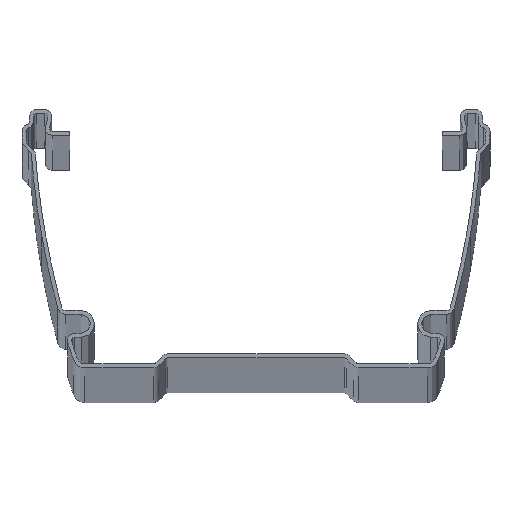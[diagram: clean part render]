
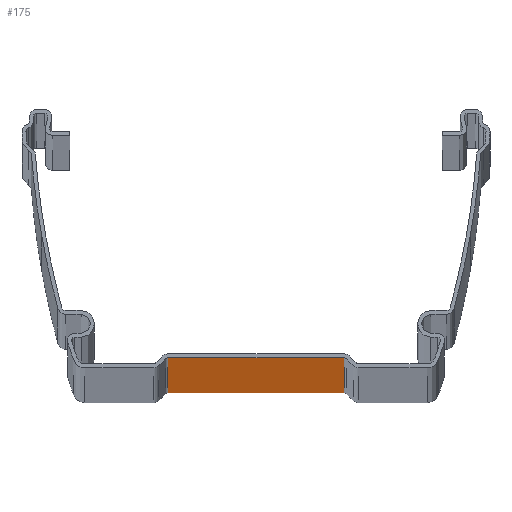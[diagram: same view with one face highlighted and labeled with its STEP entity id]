
A CAD part, top view. The second image highlights one B-rep face of the part: STEP entity #175.
In plain terms, the highlighted face is planar.
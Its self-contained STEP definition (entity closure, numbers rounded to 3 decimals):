
#5 = CARTESIAN_POINT ( 'NONE',  ( 13.197, 1500., -1.5 ) ) ;
#18 = LINE ( 'NONE', #627, #1818 ) ;
#83 = AXIS2_PLACEMENT_3D ( 'NONE', #3807, #3502, #2347 ) ;
#127 = LINE ( 'NONE', #1314, #348 ) ;
#173 = CARTESIAN_POINT ( 'NONE',  ( 13.197, -1500., -1.5 ) ) ;
#175 = ADVANCED_FACE ( 'NONE', ( #2943 ), #253, .F. ) ;
#253 = PLANE ( 'NONE',  #83 ) ;
#348 = VECTOR ( 'NONE', #2532, 1000. ) ;
#575 = CARTESIAN_POINT ( 'NONE',  ( -13.197, 1500., -1.5 ) ) ;
#597 = CARTESIAN_POINT ( 'NONE',  ( -13.197, -1500., -1.5 ) ) ;
#627 = CARTESIAN_POINT ( 'NONE',  ( -13.197, -1500., -1.5 ) ) ;
#735 = EDGE_CURVE ( 'NONE', #1332, #794, #18, .T. ) ;
#794 = VERTEX_POINT ( 'NONE', #173 ) ;
#890 = VECTOR ( 'NONE', #2890, 1000. ) ;
#1128 = EDGE_CURVE ( 'NONE', #2066, #1332, #1629, .T. ) ;
#1314 = CARTESIAN_POINT ( 'NONE',  ( 13.197, 1500., -1.5 ) ) ;
#1331 = CARTESIAN_POINT ( 'NONE',  ( -13.197, 1500., -1.5 ) ) ;
#1332 = VERTEX_POINT ( 'NONE', #597 ) ;
#1406 = DIRECTION ( 'NONE',  ( 1., 0., 0. ) ) ;
#1629 = LINE ( 'NONE', #1331, #890 ) ;
#1736 = EDGE_LOOP ( 'NONE', ( #1868, #2865, #3164, #2639 ) ) ;
#1818 = VECTOR ( 'NONE', #3353, 1000. ) ;
#1868 = ORIENTED_EDGE ( 'NONE', *, *, #735, .T. ) ;
#2066 = VERTEX_POINT ( 'NONE', #2855 ) ;
#2114 = VECTOR ( 'NONE', #1406, 1000. ) ;
#2133 = EDGE_CURVE ( 'NONE', #3441, #794, #127, .T. ) ;
#2347 = DIRECTION ( 'NONE',  ( 1., 0., 0. ) ) ;
#2386 = LINE ( 'NONE', #575, #2114 ) ;
#2532 = DIRECTION ( 'NONE',  ( 0., -1., 0. ) ) ;
#2639 = ORIENTED_EDGE ( 'NONE', *, *, #1128, .T. ) ;
#2855 = CARTESIAN_POINT ( 'NONE',  ( -13.197, 1500., -1.5 ) ) ;
#2865 = ORIENTED_EDGE ( 'NONE', *, *, #2133, .F. ) ;
#2890 = DIRECTION ( 'NONE',  ( 0., -1., 0. ) ) ;
#2943 = FACE_OUTER_BOUND ( 'NONE', #1736, .T. ) ;
#3164 = ORIENTED_EDGE ( 'NONE', *, *, #3346, .F. ) ;
#3346 = EDGE_CURVE ( 'NONE', #2066, #3441, #2386, .T. ) ;
#3353 = DIRECTION ( 'NONE',  ( 1., 0., 0. ) ) ;
#3441 = VERTEX_POINT ( 'NONE', #5 ) ;
#3502 = DIRECTION ( 'NONE',  ( 0., 0., -1. ) ) ;
#3807 = CARTESIAN_POINT ( 'NONE',  ( -13.197, 1500., -1.5 ) ) ;
